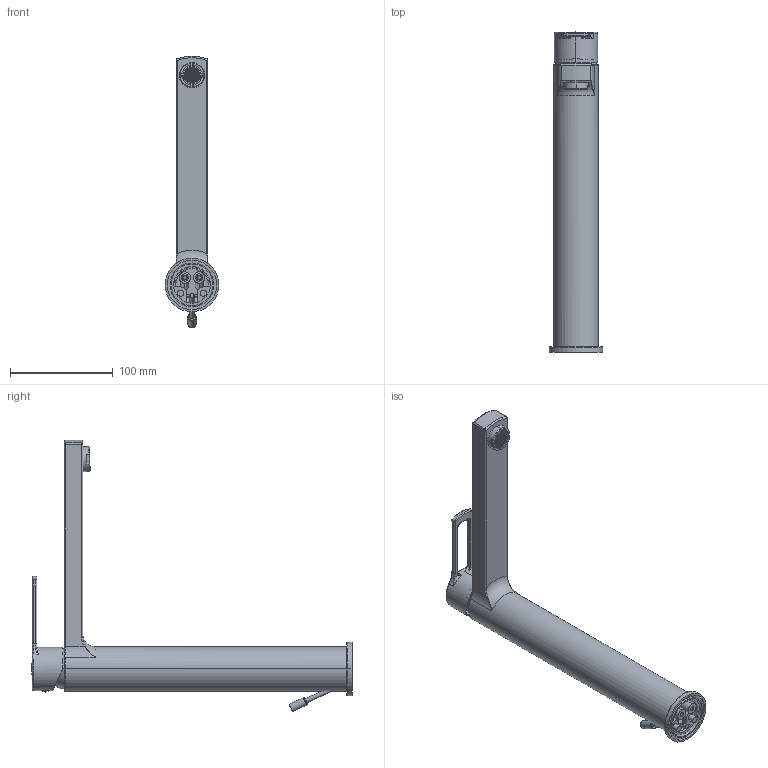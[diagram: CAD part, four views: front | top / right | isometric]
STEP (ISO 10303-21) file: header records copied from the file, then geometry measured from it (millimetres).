
FILE_DESCRIPTION((''),'2;1');
FILE_NAME('RIN085CR','2021-11-05T08:40:17',('ut3'),('PAFFONI SpA'),'CREO PARAMETRIC BY PTC INC, 2020044','CREO PARAMETRIC BY PTC INC, 2020044','');
FILE_SCHEMA(('CONFIG_CONTROL_DESIGN','SHAPE_APPEARANCE_LAYERS_GROUPS'));
Length unit declared in the file: millimetre
Products named in the file (1): RIN085CR
Bounding box: 52 x 310.92 x 263.4 mm (x, y, z)
Volume: 247687.4 mm3; surface area: 164539.4 mm2
Topology: 7 solids, 7 shells, 3005 faces, 8609 edges, 5643 vertices
Faces by surface type: plane 2168, cylinder 415, cone 173, torus 123, bspline 92, sphere 30, extrusion 4
Entity records: 136575 total; most frequent: CARTESIAN_POINT 28461, ORIENTED_EDGE 17202, DIRECTION 16517, EDGE_CURVE 8601, VERTEX_POINT 5643, VECTOR 5627, LINE 5623, AXIS2_PLACEMENT_3D 5445
